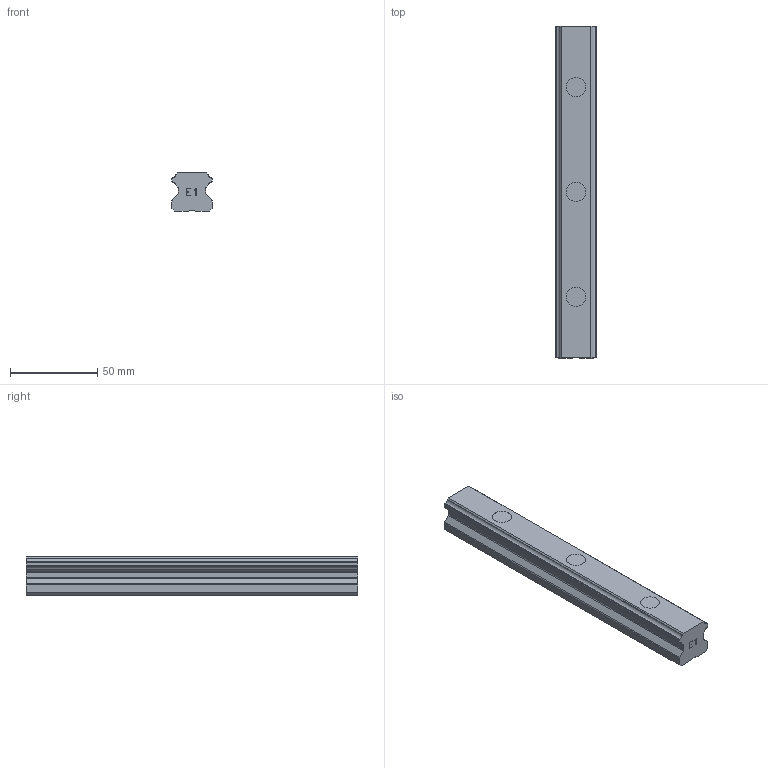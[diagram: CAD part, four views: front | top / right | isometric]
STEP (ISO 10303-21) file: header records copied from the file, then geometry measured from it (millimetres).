
FILE_DESCRIPTION(('STEP AP214'),'1');
FILE_NAME('cctmp_118C3E01-23A8-4924-8E33-88E07139B6D9_2020_6_9_13_45_18_659..stp','2020-06-09T11:45:18',('HIWIN GmbH'),('CADClick - www.CADClick.com'),'Spatial InterOp 3D',' ','unknown authorization');
FILE_SCHEMA(('AUTOMOTIVE_DESIGN'));
Length unit declared in the file: millimetre
Products named in the file (1): HGR25R190H_FILE
Bounding box: 23 x 190 x 22 mm (x, y, z)
Volume: 79199.3 mm3; surface area: 20223.4 mm2
Topology: 1 solids, 1 shells, 147 faces, 405 edges, 270 vertices
Faces by surface type: plane 107, cylinder 40
Entity records: 5883 total; most frequent: CARTESIAN_POINT 823, ORIENTED_EDGE 810, DIRECTION 805, EDGE_CURVE 405, LINE 301, VECTOR 301, VERTEX_POINT 270, AXIS2_PLACEMENT_3D 252
